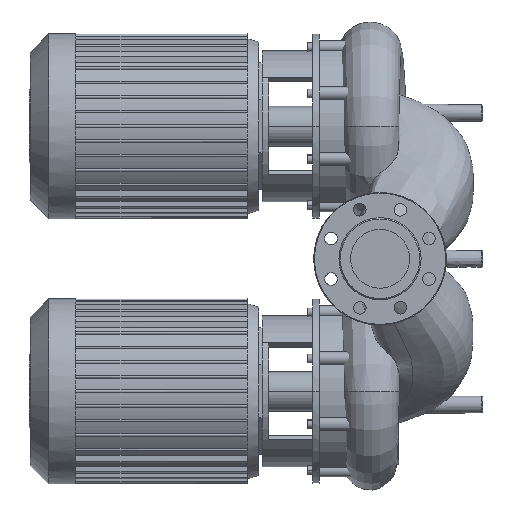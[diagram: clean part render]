
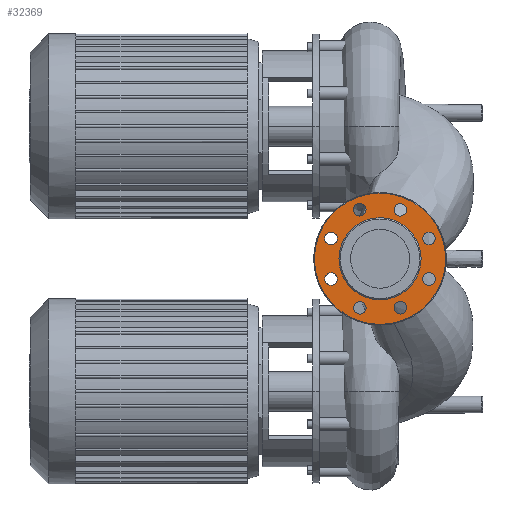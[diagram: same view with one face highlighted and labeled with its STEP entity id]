
A CAD part, left-side view. The second image highlights one B-rep face of the part: STEP entity #32369.
In plain terms, the highlighted free-form (B-spline) face has degree [1, 1] with [2, 2] control points.
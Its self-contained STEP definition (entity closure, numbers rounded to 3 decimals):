
#31300=CARTESIAN_POINT('',(2.,0.,-99.));
#31301=VERTEX_POINT('',#31300);
#31317=CARTESIAN_POINT('',(2.,0.,99.));
#31318=VERTEX_POINT('',#31317);
#31326=CARTESIAN_POINT('',(2.,-99.,0.0));
#31327=VERTEX_POINT('',#31326);
#31328=CARTESIAN_POINT('',(2.,0.,0.0));
#31329=DIRECTION('',(-1.0,0.0,0.0));
#31330=DIRECTION('',(0.0,-1.0,0.0));
#31331=AXIS2_PLACEMENT_3D('',#31328,#31329,#31330);
#31332=CIRCLE('',#31331,99.);
#31333=EDGE_CURVE('',#31327,#31318,#31332,.T.);
#31335=CARTESIAN_POINT('',(2.,0.,0.0));
#31336=DIRECTION('',(-1.0,0.0,0.0));
#31337=DIRECTION('',(0.0,-1.0,0.0));
#31338=AXIS2_PLACEMENT_3D('',#31335,#31336,#31337);
#31339=CIRCLE('',#31338,99.);
#31340=EDGE_CURVE('',#31301,#31327,#31339,.T.);
#31371=CARTESIAN_POINT('',(2.,-62.,0.0));
#31372=VERTEX_POINT('',#31371);
#31381=CARTESIAN_POINT('',(2.,62.,0.));
#31382=VERTEX_POINT('',#31381);
#31383=CARTESIAN_POINT('',(2.,0.,0.0));
#31384=DIRECTION('',(-1.0,0.0,0.0));
#31385=DIRECTION('',(0.0,-1.0,0.0));
#31386=AXIS2_PLACEMENT_3D('',#31383,#31384,#31385);
#31387=CIRCLE('',#31386,62.);
#31388=EDGE_CURVE('',#31372,#31382,#31387,.T.);
#31434=CARTESIAN_POINT('',(2.,-73.91,21.115));
#31435=VERTEX_POINT('',#31434);
#31444=CARTESIAN_POINT('',(2.,-73.91,40.115));
#31445=VERTEX_POINT('',#31444);
#31446=CARTESIAN_POINT('',(2.,-73.91,30.615));
#31447=DIRECTION('',(-1.0,0.0,0.0));
#31448=DIRECTION('',(0.0,0.0,-1.0));
#31449=AXIS2_PLACEMENT_3D('',#31446,#31447,#31448);
#31450=CIRCLE('',#31449,9.5);
#31451=EDGE_CURVE('',#31435,#31445,#31450,.T.);
#31497=CARTESIAN_POINT('',(2.,-37.332,67.193));
#31498=VERTEX_POINT('',#31497);
#31507=CARTESIAN_POINT('',(2.,-23.897,80.628));
#31508=VERTEX_POINT('',#31507);
#31509=CARTESIAN_POINT('',(2.,-30.615,73.91));
#31510=DIRECTION('',(-1.,0.,0.));
#31511=DIRECTION('',(0.,-0.707,-0.707));
#31512=AXIS2_PLACEMENT_3D('',#31509,#31510,#31511);
#31513=CIRCLE('',#31512,9.5);
#31514=EDGE_CURVE('',#31498,#31508,#31513,.T.);
#31560=CARTESIAN_POINT('',(2.,21.115,73.91));
#31561=VERTEX_POINT('',#31560);
#31570=CARTESIAN_POINT('',(2.,40.115,73.91));
#31571=VERTEX_POINT('',#31570);
#31572=CARTESIAN_POINT('',(2.,30.615,73.91));
#31573=DIRECTION('',(-1.0,0.0,0.0));
#31574=DIRECTION('',(0.0,-1.0,0.0));
#31575=AXIS2_PLACEMENT_3D('',#31572,#31573,#31574);
#31576=CIRCLE('',#31575,9.5);
#31577=EDGE_CURVE('',#31561,#31571,#31576,.T.);
#31623=CARTESIAN_POINT('',(2.,67.193,37.332));
#31624=VERTEX_POINT('',#31623);
#31633=CARTESIAN_POINT('',(2.,80.628,23.897));
#31634=VERTEX_POINT('',#31633);
#31635=CARTESIAN_POINT('',(2.,73.91,30.615));
#31636=DIRECTION('',(-1.,0.,0.));
#31637=DIRECTION('',(0.,-0.707,0.707));
#31638=AXIS2_PLACEMENT_3D('',#31635,#31636,#31637);
#31639=CIRCLE('',#31638,9.5);
#31640=EDGE_CURVE('',#31624,#31634,#31639,.T.);
#31686=CARTESIAN_POINT('',(2.,73.91,-21.115));
#31687=VERTEX_POINT('',#31686);
#31696=CARTESIAN_POINT('',(2.,73.91,-40.115));
#31697=VERTEX_POINT('',#31696);
#31698=CARTESIAN_POINT('',(2.,73.91,-30.615));
#31699=DIRECTION('',(-1.0,0.0,0.0));
#31700=DIRECTION('',(0.0,0.0,1.0));
#31701=AXIS2_PLACEMENT_3D('',#31698,#31699,#31700);
#31702=CIRCLE('',#31701,9.5);
#31703=EDGE_CURVE('',#31687,#31697,#31702,.T.);
#31749=CARTESIAN_POINT('',(2.,37.332,-67.193));
#31750=VERTEX_POINT('',#31749);
#31759=CARTESIAN_POINT('',(2.,23.897,-80.628));
#31760=VERTEX_POINT('',#31759);
#31761=CARTESIAN_POINT('',(2.,30.615,-73.91));
#31762=DIRECTION('',(-1.0,0.,0.));
#31763=DIRECTION('',(0.,0.707,0.707));
#31764=AXIS2_PLACEMENT_3D('',#31761,#31762,#31763);
#31765=CIRCLE('',#31764,9.5);
#31766=EDGE_CURVE('',#31750,#31760,#31765,.T.);
#31812=CARTESIAN_POINT('',(2.,-21.115,-73.91));
#31813=VERTEX_POINT('',#31812);
#31822=CARTESIAN_POINT('',(2.,-40.115,-73.91));
#31823=VERTEX_POINT('',#31822);
#31824=CARTESIAN_POINT('',(2.,-30.615,-73.91));
#31825=DIRECTION('',(-1.0,0.0,0.0));
#31826=DIRECTION('',(0.0,1.0,0.0));
#31827=AXIS2_PLACEMENT_3D('',#31824,#31825,#31826);
#31828=CIRCLE('',#31827,9.5);
#31829=EDGE_CURVE('',#31813,#31823,#31828,.T.);
#31875=CARTESIAN_POINT('',(2.,-67.193,-37.332));
#31876=VERTEX_POINT('',#31875);
#31885=CARTESIAN_POINT('',(2.,-80.628,-23.897));
#31886=VERTEX_POINT('',#31885);
#31887=CARTESIAN_POINT('',(2.,-73.91,-30.615));
#31888=DIRECTION('',(-1.0,0.,0.));
#31889=DIRECTION('',(0.,0.707,-0.707));
#31890=AXIS2_PLACEMENT_3D('',#31887,#31888,#31889);
#31891=CIRCLE('',#31890,9.5);
#31892=EDGE_CURVE('',#31876,#31886,#31891,.T.);
#31947=CARTESIAN_POINT('',(2.,-73.91,-30.615));
#31948=DIRECTION('',(-1.0,0.,0.));
#31949=DIRECTION('',(0.,0.707,-0.707));
#31950=AXIS2_PLACEMENT_3D('',#31947,#31948,#31949);
#31951=CIRCLE('',#31950,9.5);
#31952=EDGE_CURVE('',#31886,#31876,#31951,.T.);
#31992=CARTESIAN_POINT('',(2.,-30.615,-73.91));
#31993=DIRECTION('',(-1.0,0.0,0.0));
#31994=DIRECTION('',(0.0,1.0,0.0));
#31995=AXIS2_PLACEMENT_3D('',#31992,#31993,#31994);
#31996=CIRCLE('',#31995,9.5);
#31997=EDGE_CURVE('',#31823,#31813,#31996,.T.);
#32037=CARTESIAN_POINT('',(2.,30.615,-73.91));
#32038=DIRECTION('',(-1.0,0.,0.));
#32039=DIRECTION('',(0.,0.707,0.707));
#32040=AXIS2_PLACEMENT_3D('',#32037,#32038,#32039);
#32041=CIRCLE('',#32040,9.5);
#32042=EDGE_CURVE('',#31760,#31750,#32041,.T.);
#32082=CARTESIAN_POINT('',(2.,73.91,-30.615));
#32083=DIRECTION('',(-1.0,0.0,0.0));
#32084=DIRECTION('',(0.0,0.0,1.0));
#32085=AXIS2_PLACEMENT_3D('',#32082,#32083,#32084);
#32086=CIRCLE('',#32085,9.5);
#32087=EDGE_CURVE('',#31697,#31687,#32086,.T.);
#32127=CARTESIAN_POINT('',(2.,73.91,30.615));
#32128=DIRECTION('',(-1.,0.,0.));
#32129=DIRECTION('',(0.,-0.707,0.707));
#32130=AXIS2_PLACEMENT_3D('',#32127,#32128,#32129);
#32131=CIRCLE('',#32130,9.5);
#32132=EDGE_CURVE('',#31634,#31624,#32131,.T.);
#32172=CARTESIAN_POINT('',(2.,30.615,73.91));
#32173=DIRECTION('',(-1.0,0.0,0.0));
#32174=DIRECTION('',(0.0,-1.0,0.0));
#32175=AXIS2_PLACEMENT_3D('',#32172,#32173,#32174);
#32176=CIRCLE('',#32175,9.5);
#32177=EDGE_CURVE('',#31571,#31561,#32176,.T.);
#32217=CARTESIAN_POINT('',(2.,-30.615,73.91));
#32218=DIRECTION('',(-1.,0.,0.));
#32219=DIRECTION('',(0.,-0.707,-0.707));
#32220=AXIS2_PLACEMENT_3D('',#32217,#32218,#32219);
#32221=CIRCLE('',#32220,9.5);
#32222=EDGE_CURVE('',#31508,#31498,#32221,.T.);
#32262=CARTESIAN_POINT('',(2.,-73.91,30.615));
#32263=DIRECTION('',(-1.0,0.0,0.0));
#32264=DIRECTION('',(0.0,0.0,-1.0));
#32265=AXIS2_PLACEMENT_3D('',#32262,#32263,#32264);
#32266=CIRCLE('',#32265,9.5);
#32267=EDGE_CURVE('',#31445,#31435,#32266,.T.);
#32307=CARTESIAN_POINT('',(2.,0.,0.0));
#32308=DIRECTION('',(-1.0,0.0,0.0));
#32309=DIRECTION('',(0.0,-1.0,0.0));
#32310=AXIS2_PLACEMENT_3D('',#32307,#32308,#32309);
#32311=CIRCLE('',#32310,62.);
#32312=EDGE_CURVE('',#31382,#31372,#32311,.T.);
#32317=CARTESIAN_POINT('',(2.,-99.,-99.));
#32318=CARTESIAN_POINT('',(2.,-99.,99.));
#32319=CARTESIAN_POINT('',(2.,99.,-99.));
#32320=CARTESIAN_POINT('',(2.,99.,99.));
#32321=B_SPLINE_SURFACE_WITH_KNOTS('',1,1,((#32317,#32319),(#32318,#32320)),.UNSPECIFIED.,.F.,.F.,.U.,(2,2),(2,2),(0.0,198.),(0.0,198.),.UNSPECIFIED.);
#32322=ORIENTED_EDGE('',*,*,#31333,.T.);
#32323=CARTESIAN_POINT('',(2.,0.,0.0));
#32324=DIRECTION('',(-1.0,0.0,0.0));
#32325=DIRECTION('',(0.0,-1.0,0.0));
#32326=AXIS2_PLACEMENT_3D('',#32323,#32324,#32325);
#32327=CIRCLE('',#32326,99.);
#32328=EDGE_CURVE('',#31318,#31301,#32327,.T.);
#32329=ORIENTED_EDGE('',*,*,#32328,.T.);
#32330=ORIENTED_EDGE('',*,*,#31340,.T.);
#32331=EDGE_LOOP('',(#32322,#32329,#32330));
#32332=FACE_OUTER_BOUND('',#32331,.T.);
#32333=ORIENTED_EDGE('',*,*,#31952,.F.);
#32334=ORIENTED_EDGE('',*,*,#31892,.F.);
#32335=EDGE_LOOP('',(#32333,#32334));
#32336=FACE_BOUND('',#32335,.T.);
#32337=ORIENTED_EDGE('',*,*,#31997,.F.);
#32338=ORIENTED_EDGE('',*,*,#31829,.F.);
#32339=EDGE_LOOP('',(#32337,#32338));
#32340=FACE_BOUND('',#32339,.T.);
#32341=ORIENTED_EDGE('',*,*,#32042,.F.);
#32342=ORIENTED_EDGE('',*,*,#31766,.F.);
#32343=EDGE_LOOP('',(#32341,#32342));
#32344=FACE_BOUND('',#32343,.T.);
#32345=ORIENTED_EDGE('',*,*,#32087,.F.);
#32346=ORIENTED_EDGE('',*,*,#31703,.F.);
#32347=EDGE_LOOP('',(#32345,#32346));
#32348=FACE_BOUND('',#32347,.T.);
#32349=ORIENTED_EDGE('',*,*,#32132,.F.);
#32350=ORIENTED_EDGE('',*,*,#31640,.F.);
#32351=EDGE_LOOP('',(#32349,#32350));
#32352=FACE_BOUND('',#32351,.T.);
#32353=ORIENTED_EDGE('',*,*,#32177,.F.);
#32354=ORIENTED_EDGE('',*,*,#31577,.F.);
#32355=EDGE_LOOP('',(#32353,#32354));
#32356=FACE_BOUND('',#32355,.T.);
#32357=ORIENTED_EDGE('',*,*,#32222,.F.);
#32358=ORIENTED_EDGE('',*,*,#31514,.F.);
#32359=EDGE_LOOP('',(#32357,#32358));
#32360=FACE_BOUND('',#32359,.T.);
#32361=ORIENTED_EDGE('',*,*,#32267,.F.);
#32362=ORIENTED_EDGE('',*,*,#31451,.F.);
#32363=EDGE_LOOP('',(#32361,#32362));
#32364=FACE_BOUND('',#32363,.T.);
#32365=ORIENTED_EDGE('',*,*,#31388,.F.);
#32366=ORIENTED_EDGE('',*,*,#32312,.F.);
#32367=EDGE_LOOP('',(#32365,#32366));
#32368=FACE_BOUND('',#32367,.T.);
#32369=ADVANCED_FACE('',(#32332,#32336,#32340,#32344,#32348,#32352,#32356,#32360,#32364,#32368),#32321,.T.);
